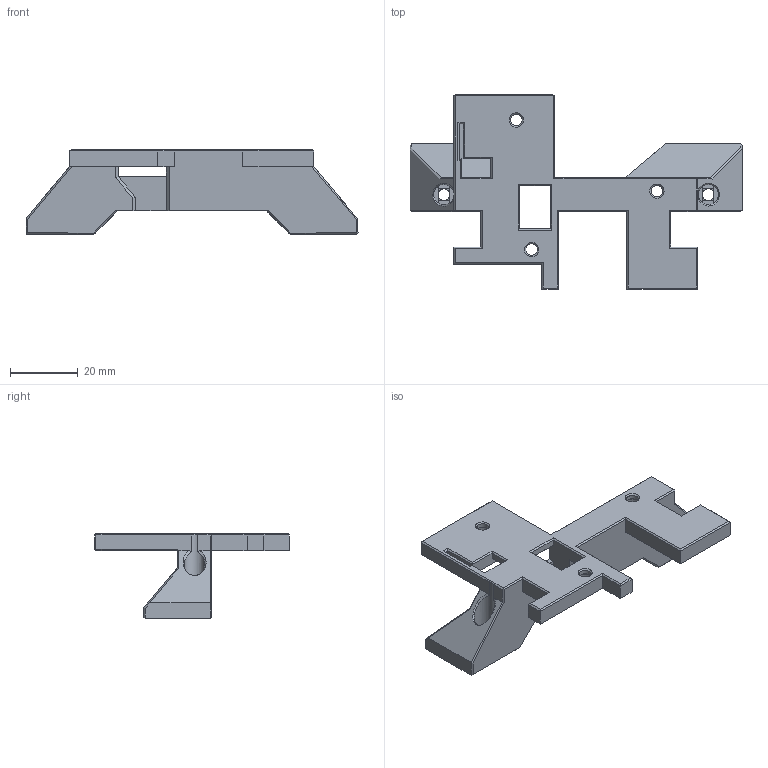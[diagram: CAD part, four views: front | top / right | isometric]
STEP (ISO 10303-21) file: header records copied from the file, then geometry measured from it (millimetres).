
FILE_DESCRIPTION (( 'STEP AP214' ), '1' );
FILE_NAME ('1.8_LRF_Gear_Box_Bottom_Panel_V3.0.step', '2024-05-27T20:57:25', ( '' ), ( '' ), 'SwSTEP 2.0', 'SolidWorks 2024', '' );
FILE_SCHEMA (( 'AUTOMOTIVE_DESIGN' ));
Length unit declared in the file: millimetre
Products named in the file (1): 1.8_LRF_Gear_Box_Bottom_Panel_V3.0
Bounding box: 98 x 57.5 x 25.02 mm (x, y, z)
Volume: 20439.4 mm3; surface area: 13278 mm2
Topology: 1 solids, 1 shells, 260 faces, 679 edges, 418 vertices
Faces by surface type: plane 233, cylinder 14, cone 11, bspline 2
Full cylindrical faces by diameter (mm): 3.4 x5, 6 x5
Entity records: 7959 total; most frequent: CARTESIAN_POINT 1746, ORIENTED_EDGE 1296, DIRECTION 1195, EDGE_CURVE 648, LINE 585, VECTOR 585, VERTEX_POINT 409, AXIS2_PLACEMENT_3D 305
